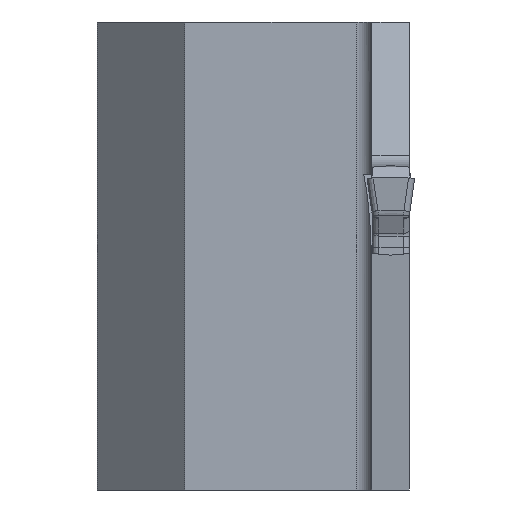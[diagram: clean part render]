
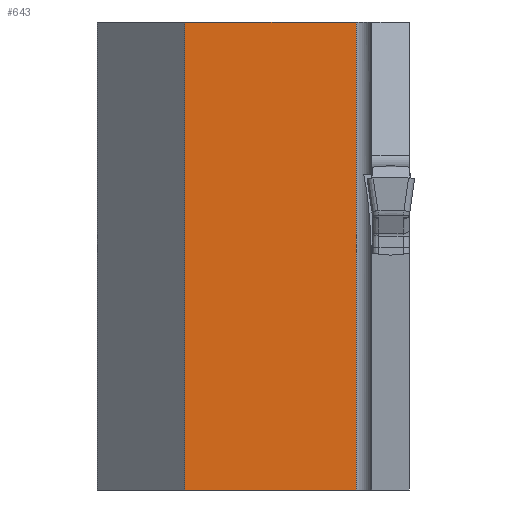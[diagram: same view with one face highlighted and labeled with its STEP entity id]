
A CAD part, left-side view. The second image highlights one B-rep face of the part: STEP entity #643.
In plain terms, the highlighted planar face has unit normal (-1, 0, 0).
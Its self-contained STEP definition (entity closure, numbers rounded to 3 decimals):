
#643=ADVANCED_FACE('',(#752),#724,.T.);
#724=PLANE('',#1861);
#752=FACE_OUTER_BOUND('',#833,.T.);
#833=EDGE_LOOP('',(#962,#963,#964,#965));
#962=ORIENTED_EDGE('',*,*,#1509,.T.);
#963=ORIENTED_EDGE('',*,*,#1510,.T.);
#964=ORIENTED_EDGE('',*,*,#1511,.F.);
#965=ORIENTED_EDGE('',*,*,#1512,.T.);
#1378=VERTEX_POINT('',#2184);
#1379=VERTEX_POINT('',#2185);
#1380=VERTEX_POINT('',#2187);
#1381=VERTEX_POINT('',#2189);
#1509=EDGE_CURVE('',#1378,#1379,#1714,.T.);
#1510=EDGE_CURVE('',#1379,#1380,#1715,.T.);
#1511=EDGE_CURVE('',#1381,#1380,#1716,.T.);
#1512=EDGE_CURVE('',#1381,#1378,#1717,.T.);
#1714=LINE('',#2183,#1790);
#1715=LINE('',#2186,#1791);
#1716=LINE('',#2188,#1792);
#1717=LINE('',#2190,#1793);
#1790=VECTOR('',#1953,1.);
#1791=VECTOR('',#1954,1.);
#1792=VECTOR('',#1955,1.);
#1793=VECTOR('',#1956,1.);
#1861=AXIS2_PLACEMENT_3D('',#2191,#1957,#1958);
#1953=DIRECTION('',(0.,-1.,0.));
#1954=DIRECTION('',(0.,0.,1.));
#1955=DIRECTION('',(0.,-1.,0.));
#1956=DIRECTION('',(0.,0.,-1.));
#1957=DIRECTION('',(-1.,0.,0.));
#1958=DIRECTION('',(0.,0.,1.));
#2183=CARTESIAN_POINT('',(21.,27.4,-20.));
#2184=CARTESIAN_POINT('',(21.,14.4,-20.));
#2185=CARTESIAN_POINT('',(21.,3.4,-20.));
#2186=CARTESIAN_POINT('',(21.,3.4,10.));
#2187=CARTESIAN_POINT('',(21.,3.4,10.));
#2188=CARTESIAN_POINT('',(21.,27.4,10.));
#2189=CARTESIAN_POINT('',(21.,14.4,10.));
#2190=CARTESIAN_POINT('',(21.,14.4,30.));
#2191=CARTESIAN_POINT('',(21.,27.4,10.));
